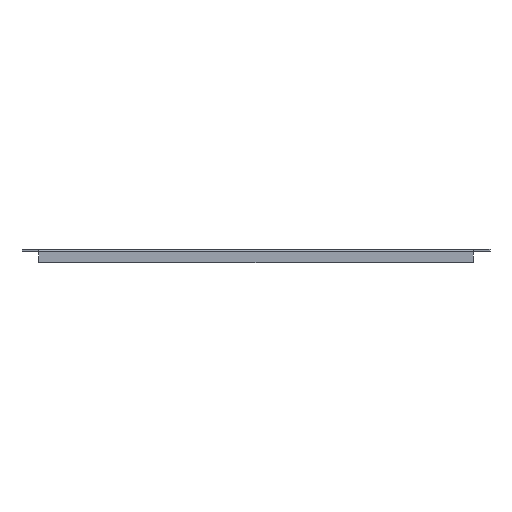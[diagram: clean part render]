
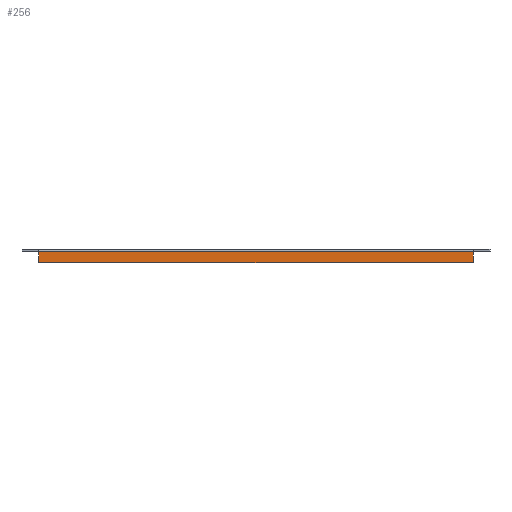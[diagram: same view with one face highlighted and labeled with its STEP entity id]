
A CAD part, front view. The second image highlights one B-rep face of the part: STEP entity #256.
In plain terms, the highlighted planar face has unit normal (0, -1, 0).
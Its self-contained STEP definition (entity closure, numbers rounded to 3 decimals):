
#44 = DIRECTION ( 'NONE',  ( 0., 0., -1. ) ) ;
#119 = LINE ( 'NONE', #1152, #2158 ) ;
#166 = EDGE_CURVE ( 'NONE', #802, #1306, #119, .T. ) ;
#210 = DIRECTION ( 'NONE',  ( -1., 0., 0. ) ) ;
#213 = LINE ( 'NONE', #940, #1233 ) ;
#256 = ADVANCED_FACE ( 'NONE', ( #2232 ), #1357, .T. ) ;
#558 = ORIENTED_EDGE ( 'NONE', *, *, #1411, .T. ) ;
#574 = DIRECTION ( 'NONE',  ( 0., 0., 1. ) ) ;
#723 = VECTOR ( 'NONE', #210, 1000. ) ;
#791 = ORIENTED_EDGE ( 'NONE', *, *, #1094, .F. ) ;
#802 = VERTEX_POINT ( 'NONE', #859 ) ;
#859 = CARTESIAN_POINT ( 'NONE',  ( 691.5, -597.5, -20. ) ) ;
#940 = CARTESIAN_POINT ( 'NONE',  ( 26., -597.5, -2.5 ) ) ;
#1036 = VERTEX_POINT ( 'NONE', #1609 ) ;
#1066 = CARTESIAN_POINT ( 'NONE',  ( 26., -597.5, -3.5 ) ) ;
#1091 = EDGE_CURVE ( 'NONE', #1036, #802, #1973, .T. ) ;
#1094 = EDGE_CURVE ( 'NONE', #1306, #1695, #213, .T. ) ;
#1152 = CARTESIAN_POINT ( 'NONE',  ( 26., -597.5, -20. ) ) ;
#1165 = ORIENTED_EDGE ( 'NONE', *, *, #1091, .F. ) ;
#1206 = DIRECTION ( 'NONE',  ( 0., -1., 0. ) ) ;
#1233 = VECTOR ( 'NONE', #574, 1000. ) ;
#1261 = CARTESIAN_POINT ( 'NONE',  ( 691.5, -597.5, -20. ) ) ;
#1306 = VERTEX_POINT ( 'NONE', #1400 ) ;
#1357 = PLANE ( 'NONE',  #2047 ) ;
#1374 = VECTOR ( 'NONE', #44, 1000. ) ;
#1378 = DIRECTION ( 'NONE',  ( 0., 0., -1. ) ) ;
#1400 = CARTESIAN_POINT ( 'NONE',  ( 26., -597.5, -20. ) ) ;
#1411 = EDGE_CURVE ( 'NONE', #1036, #1695, #1999, .T. ) ;
#1521 = DIRECTION ( 'NONE',  ( -1., 0., 0. ) ) ;
#1596 = EDGE_LOOP ( 'NONE', ( #1165, #558, #791, #1638 ) ) ;
#1609 = CARTESIAN_POINT ( 'NONE',  ( 691.5, -597.5, -3.5 ) ) ;
#1634 = CARTESIAN_POINT ( 'NONE',  ( 0., -597.5, -3.5 ) ) ;
#1638 = ORIENTED_EDGE ( 'NONE', *, *, #166, .F. ) ;
#1695 = VERTEX_POINT ( 'NONE', #1066 ) ;
#1723 = CARTESIAN_POINT ( 'NONE',  ( 0., -597.5, 0. ) ) ;
#1973 = LINE ( 'NONE', #1261, #1374 ) ;
#1999 = LINE ( 'NONE', #1634, #723 ) ;
#2047 = AXIS2_PLACEMENT_3D ( 'NONE', #1723, #1206, #1378 ) ;
#2158 = VECTOR ( 'NONE', #1521, 1000. ) ;
#2232 = FACE_OUTER_BOUND ( 'NONE', #1596, .T. ) ;
